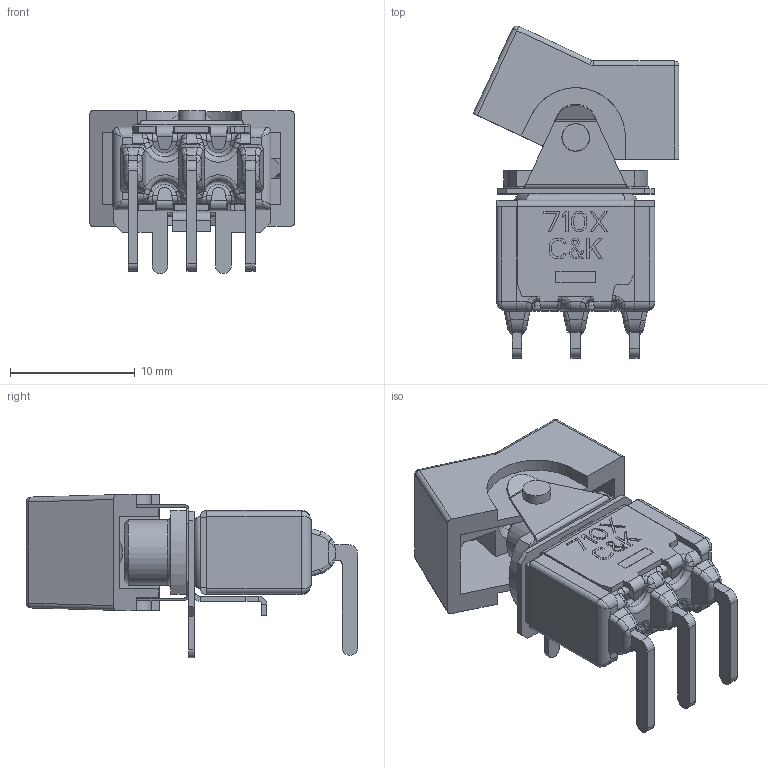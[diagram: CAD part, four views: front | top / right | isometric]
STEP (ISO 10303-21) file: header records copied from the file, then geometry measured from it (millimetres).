
FILE_DESCRIPTION(/* description */ (''),/* implementation_level */ '2;1');
FILE_NAME(/* name */ 'SW_C&K_7101J1AQE2.stp',/* time_stamp */ '2016-03-22T13:35:36+01:00',/* author */ ('riccim'),/* organization */ (''),/* preprocessor_version */ 'ST-DEVELOPER v15.5',/* originating_system */ 'AutoCAD Mechanical',/* authorisation */ '');
FILE_SCHEMA (('AUTOMOTIVE_DESIGN { 1 0 10303 214 3 1 1 }'));
Length unit declared in the file: millimetre
Products named in the file (1): Product
Bounding box: 16.5 x 26.59 x 13.08 mm (x, y, z)
Volume: 1231.9 mm3; surface area: 3102.6 mm2
Topology: 18 solids, 20 shells, 877 faces, 2290 edges, 1457 vertices
Faces by surface type: plane 612, cylinder 171, bspline 74, torus 11, sphere 5, cone 4
Full cylindrical faces by diameter (mm): 2.184 x2, 2.235 x2, 2.616 x1, 3.505 x1, 3.988 x1, 5.232 x1
Entity records: 31197 total; most frequent: CARTESIAN_POINT 9798, ORIENTED_EDGE 4548, DIRECTION 4227, EDGE_CURVE 2272, LINE 1735, VECTOR 1735, VERTEX_POINT 1453, AXIS2_PLACEMENT_3D 1246
